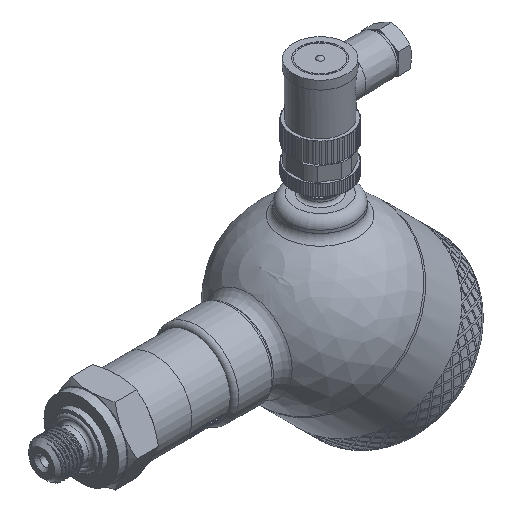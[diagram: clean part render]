
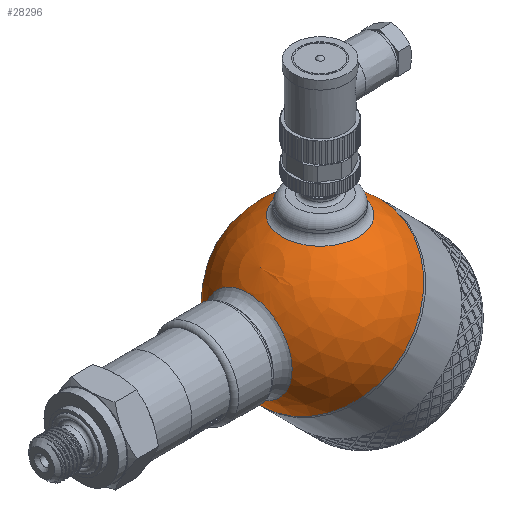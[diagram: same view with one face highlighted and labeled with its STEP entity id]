
A CAD part, isometric view. The second image highlights one B-rep face of the part: STEP entity #28296.
In plain terms, the highlighted spherical face has radius 30 mm.
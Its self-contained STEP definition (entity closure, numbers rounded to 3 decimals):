
#45=SPHERICAL_SURFACE('',#30040,30.);
#154=FACE_BOUND('',#3793,.T.);
#155=FACE_BOUND('',#3794,.T.);
#1984=FACE_OUTER_BOUND('',#3792,.T.);
#3792=EDGE_LOOP('',(#20181,#20182,#20183,#20184));
#3793=EDGE_LOOP('',(#20185));
#3794=EDGE_LOOP('',(#20186));
#5522=CIRCLE('',#29963,30.);
#5523=CIRCLE('',#29964,30.);
#5550=CIRCLE('',#30036,13.5);
#5553=CIRCLE('',#30041,30.);
#5554=CIRCLE('',#30042,15.643);
#11007=VERTEX_POINT('',#39796);
#11008=VERTEX_POINT('',#39798);
#11483=VERTEX_POINT('',#45860);
#11485=VERTEX_POINT('',#45867);
#11486=VERTEX_POINT('',#45869);
#14057=EDGE_CURVE('',#11007,#11008,#5522,.T.);
#14058=EDGE_CURVE('',#11008,#11007,#5523,.T.);
#14773=EDGE_CURVE('',#11483,#11483,#5550,.T.);
#14776=EDGE_CURVE('',#11008,#11485,#5553,.T.);
#14777=EDGE_CURVE('',#11486,#11486,#5554,.T.);
#20181=ORIENTED_EDGE('',*,*,#14058,.F.);
#20182=ORIENTED_EDGE('',*,*,#14776,.T.);
#20183=ORIENTED_EDGE('',*,*,#14776,.F.);
#20184=ORIENTED_EDGE('',*,*,#14057,.F.);
#20185=ORIENTED_EDGE('',*,*,#14777,.F.);
#20186=ORIENTED_EDGE('',*,*,#14773,.F.);
#28296=ADVANCED_FACE('',(#1984,#154,#155),#45,.T.);
#29963=AXIS2_PLACEMENT_3D('',#39799,#31843,#31844);
#29964=AXIS2_PLACEMENT_3D('',#39800,#31845,#31846);
#30036=AXIS2_PLACEMENT_3D('',#45861,#32241,#32242);
#30040=AXIS2_PLACEMENT_3D('',#45866,#32249,#32250);
#30041=AXIS2_PLACEMENT_3D('',#45868,#32251,#32252);
#30042=AXIS2_PLACEMENT_3D('',#45870,#32253,#32254);
#31843=DIRECTION('center_axis',(1.,0.,0.));
#31844=DIRECTION('ref_axis',(0.,1.,0.));
#31845=DIRECTION('center_axis',(1.,0.,0.));
#31846=DIRECTION('ref_axis',(0.,1.,0.));
#32241=DIRECTION('center_axis',(-0.707,0.,-0.707));
#32242=DIRECTION('ref_axis',(-0.707,0.,0.707));
#32249=DIRECTION('center_axis',(1.,0.,0.));
#32250=DIRECTION('ref_axis',(0.,-1.,0.));
#32251=DIRECTION('center_axis',(0.,0.,1.));
#32252=DIRECTION('ref_axis',(0.,1.,0.));
#32253=DIRECTION('center_axis',(-0.707,0.,0.707));
#32254=DIRECTION('ref_axis',(0.707,0.,0.707));
#39796=CARTESIAN_POINT('',(0.,-30.,0.));
#39798=CARTESIAN_POINT('',(0.,30.,0.));
#39799=CARTESIAN_POINT('Origin',(0.,0.,0.));
#39800=CARTESIAN_POINT('Origin',(0.,0.,0.));
#45860=CARTESIAN_POINT('',(-9.398,0.,-28.49));
#45861=CARTESIAN_POINT('Origin',(-18.944,0.,-18.944));
#45866=CARTESIAN_POINT('Origin',(0.,0.,0.));
#45867=CARTESIAN_POINT('',(-30.,0.,0.));
#45868=CARTESIAN_POINT('Origin',(0.,0.,0.));
#45869=CARTESIAN_POINT('',(-29.162,0.,7.04));
#45870=CARTESIAN_POINT('Origin',(-18.101,0.,18.101));
